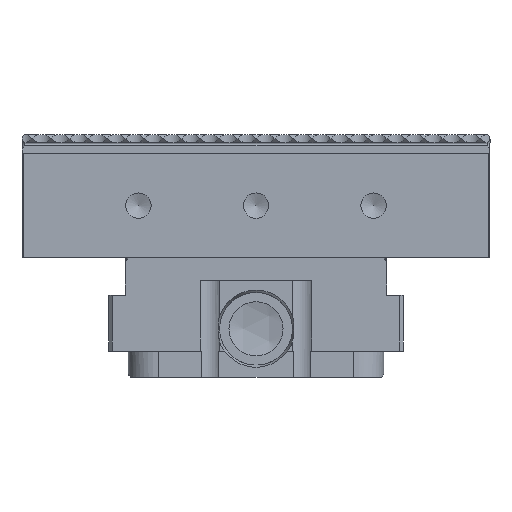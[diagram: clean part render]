
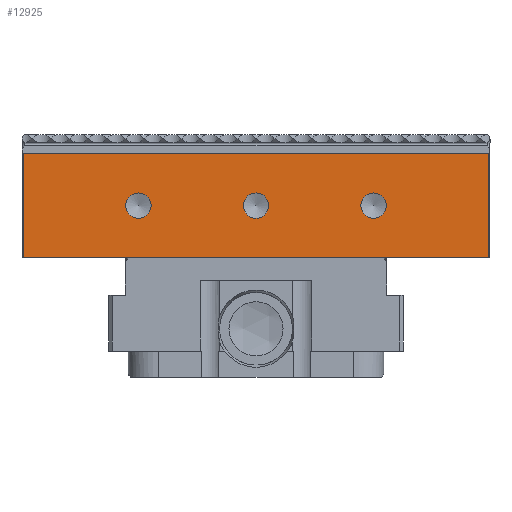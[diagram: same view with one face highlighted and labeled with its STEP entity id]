
A CAD part, front view. The second image highlights one B-rep face of the part: STEP entity #12925.
In plain terms, the highlighted planar face has unit normal (0, -1, -0.001).
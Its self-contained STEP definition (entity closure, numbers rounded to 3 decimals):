
#118=CARTESIAN_POINT('',(-62.351,0.,-5.));
#119=VERTEX_POINT('',#118);
#126=CARTESIAN_POINT('',(62.351,0.,-5.));
#127=VERTEX_POINT('',#126);
#128=CARTESIAN_POINT('',(68.607,0.0,-5.));
#129=DIRECTION('',(-1.0,0.0,0.0));
#130=VECTOR('',#129,1.0);
#131=LINE('',#128,#130);
#132=EDGE_CURVE('',#127,#119,#131,.T.);
#1076=CARTESIAN_POINT('',(-34.9,0.009,-19.));
#1077=VERTEX_POINT('',#1076);
#1078=CARTESIAN_POINT('',(-31.5,0.009,-19.));
#1079=DIRECTION('',(0.,-1.,-0.001));
#1080=DIRECTION('',(-1.,0.,0.));
#1081=AXIS2_PLACEMENT_3D('',#1078,#1079,#1080);
#1082=CIRCLE('',#1081,3.4);
#1083=EDGE_CURVE('',#1077,#1077,#1082,.T.);
#1113=CARTESIAN_POINT('',(28.1,0.009,-19.));
#1114=VERTEX_POINT('',#1113);
#1115=CARTESIAN_POINT('',(31.5,0.009,-19.));
#1116=DIRECTION('',(0.,-1.,-0.001));
#1117=DIRECTION('',(-1.,0.,0.));
#1118=AXIS2_PLACEMENT_3D('',#1115,#1116,#1117);
#1119=CIRCLE('',#1118,3.4);
#1120=EDGE_CURVE('',#1114,#1114,#1119,.T.);
#1150=CARTESIAN_POINT('',(-3.4,0.009,-19.));
#1151=VERTEX_POINT('',#1150);
#1152=CARTESIAN_POINT('',(0.,0.009,-19.));
#1153=DIRECTION('',(0.,-1.,-0.001));
#1154=DIRECTION('',(-1.,0.,0.));
#1155=AXIS2_PLACEMENT_3D('',#1152,#1153,#1154);
#1156=CIRCLE('',#1155,3.4);
#1157=EDGE_CURVE('',#1151,#1151,#1156,.T.);
#11580=CARTESIAN_POINT('',(62.37,0.019,-32.92));
#11581=VERTEX_POINT('',#11580);
#11582=CARTESIAN_POINT('',(62.37,0.019,-32.92));
#11583=DIRECTION('',(-0.001,-0.001,1.));
#11584=VECTOR('',#11583,1.);
#11585=LINE('',#11582,#11584);
#11586=EDGE_CURVE('',#11581,#127,#11585,.T.);
#11607=CARTESIAN_POINT('',(-62.37,0.019,-32.92));
#11608=VERTEX_POINT('',#11607);
#11615=CARTESIAN_POINT('',(-62.35,-0.001,-3.45));
#11616=DIRECTION('',(-0.001,0.001,-1.));
#11617=VECTOR('',#11616,1.);
#11618=LINE('',#11615,#11617);
#11619=EDGE_CURVE('',#119,#11608,#11618,.T.);
#11631=CARTESIAN_POINT('',(-62.37,0.019,-32.92));
#11632=DIRECTION('',(1.0,0.0,0.0));
#11633=VECTOR('',#11632,1.0);
#11634=LINE('',#11631,#11633);
#11635=EDGE_CURVE('',#11608,#11581,#11634,.T.);
#12905=CARTESIAN_POINT('',(68.607,-0.002,-1.977));
#12906=DIRECTION('',(0.0,1.,0.001));
#12907=DIRECTION('',(0.0,0.001,-1.));
#12908=AXIS2_PLACEMENT_3D('',#12905,#12906,#12907);
#12909=PLANE('',#12908);
#12910=ORIENTED_EDGE('',*,*,#11586,.T.);
#12911=ORIENTED_EDGE('',*,*,#132,.T.);
#12912=ORIENTED_EDGE('',*,*,#11619,.T.);
#12913=ORIENTED_EDGE('',*,*,#11635,.T.);
#12914=EDGE_LOOP('',(#12910,#12911,#12912,#12913));
#12915=FACE_OUTER_BOUND('',#12914,.T.);
#12916=ORIENTED_EDGE('',*,*,#1120,.F.);
#12917=EDGE_LOOP('',(#12916));
#12918=FACE_BOUND('',#12917,.T.);
#12919=ORIENTED_EDGE('',*,*,#1157,.F.);
#12920=EDGE_LOOP('',(#12919));
#12921=FACE_BOUND('',#12920,.T.);
#12922=ORIENTED_EDGE('',*,*,#1083,.F.);
#12923=EDGE_LOOP('',(#12922));
#12924=FACE_BOUND('',#12923,.T.);
#12925=ADVANCED_FACE('',(#12915,#12918,#12921,#12924),#12909,.F.);
